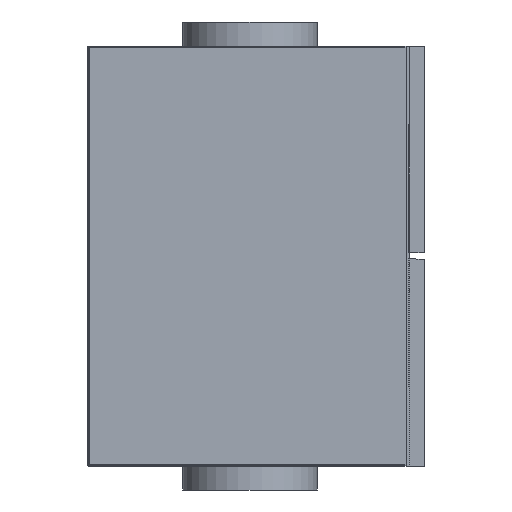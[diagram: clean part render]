
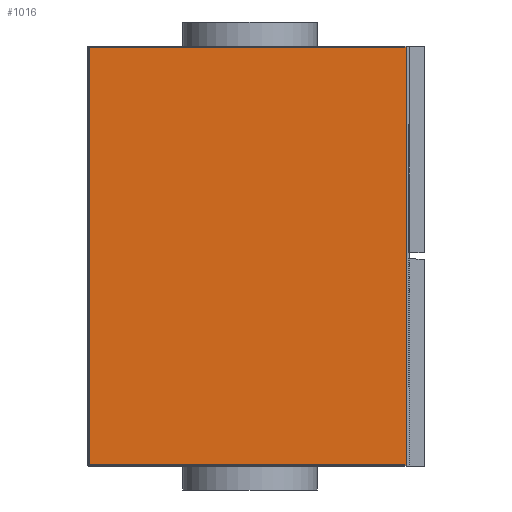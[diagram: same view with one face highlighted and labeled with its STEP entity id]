
A CAD part, front view. The second image highlights one B-rep face of the part: STEP entity #1016.
In plain terms, the highlighted planar face has unit normal (0, -1, 0).
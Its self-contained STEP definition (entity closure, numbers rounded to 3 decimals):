
#767 = VERTEX_POINT ( 'NONE', #2117 ) ;
#780 = VERTEX_POINT ( 'NONE', #2119 ) ;
#820 = EDGE_CURVE ( 'NONE', #836, #780, #2231, .T. ) ;
#836 = VERTEX_POINT ( 'NONE', #2306 ) ;
#849 = EDGE_CURVE ( 'NONE', #767, #896, #2288, .T. ) ;
#896 = VERTEX_POINT ( 'NONE', #2385 ) ;
#906 = ORIENTED_EDGE ( 'NONE', *, *, #820, .T. ) ;
#989 = ORIENTED_EDGE ( 'NONE', *, *, #849, .T. ) ;
#998 = ORIENTED_EDGE ( 'NONE', *, *, #999, .T. ) ;
#999 = EDGE_CURVE ( 'NONE', #896, #836, #2524, .T. ) ;
#1014 = EDGE_CURVE ( 'NONE', #780, #767, #2608, .T. ) ;
#1015 = ORIENTED_EDGE ( 'NONE', *, *, #1014, .T. ) ;
#1016 = ADVANCED_FACE ( 'NONE', ( #2615 ), #2610, .T. ) ;
#1081 = EDGE_LOOP ( 'NONE', ( #998, #906, #1015, #989 ) ) ;
#2117 = CARTESIAN_POINT ( 'NONE',  ( -278.263, 0., 348.263 ) ) ;
#2119 = CARTESIAN_POINT ( 'NONE',  ( 250., 0., 348.263 ) ) ;
#2228 = VECTOR ( 'NONE', #2229, 1000. ) ;
#2229 = DIRECTION ( 'NONE',  ( 0., 0., 1. ) ) ;
#2231 = LINE ( 'NONE', #2253, #2228 ) ;
#2253 = CARTESIAN_POINT ( 'NONE',  ( 250., 0., -350. ) ) ;
#2277 = DIRECTION ( 'NONE',  ( 0., 0., -1. ) ) ;
#2288 = LINE ( 'NONE', #2325, #2324 ) ;
#2306 = CARTESIAN_POINT ( 'NONE',  ( 250., 0., -348.263 ) ) ;
#2324 = VECTOR ( 'NONE', #2277, 1000. ) ;
#2325 = CARTESIAN_POINT ( 'NONE',  ( -278.263, 0., 350. ) ) ;
#2385 = CARTESIAN_POINT ( 'NONE',  ( -278.263, 0., -348.263 ) ) ;
#2521 = DIRECTION ( 'NONE',  ( 1., 0., 0. ) ) ;
#2522 = VECTOR ( 'NONE', #2521, 1000. ) ;
#2523 = CARTESIAN_POINT ( 'NONE',  ( -278.263, 0., -348.263 ) ) ;
#2524 = LINE ( 'NONE', #2523, #2522 ) ;
#2579 = DIRECTION ( 'NONE',  ( 0., 0., -1. ) ) ;
#2580 = AXIS2_PLACEMENT_3D ( 'NONE', #2604, #2603, #2579 ) ;
#2584 = CARTESIAN_POINT ( 'NONE',  ( 280., 0., 348.263 ) ) ;
#2603 = DIRECTION ( 'NONE',  ( 0., -1., 0. ) ) ;
#2604 = CARTESIAN_POINT ( 'NONE',  ( 280., 0., -350. ) ) ;
#2608 = LINE ( 'NONE', #2584, #2623 ) ;
#2610 = PLANE ( 'NONE',  #2580 ) ;
#2615 = FACE_OUTER_BOUND ( 'NONE', #1081, .T. ) ;
#2623 = VECTOR ( 'NONE', #2628, 1000. ) ;
#2628 = DIRECTION ( 'NONE',  ( -1., 0., 0. ) ) ;
